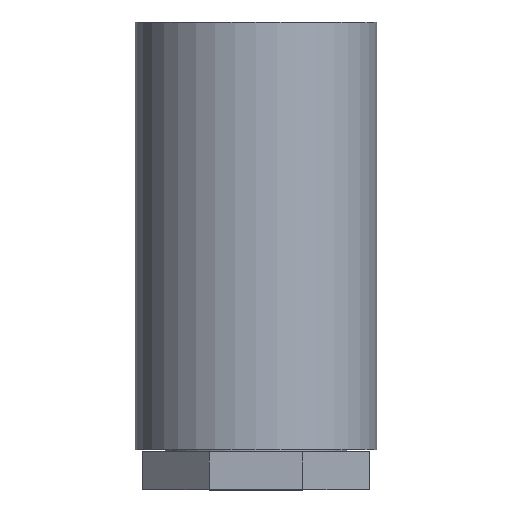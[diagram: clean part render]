
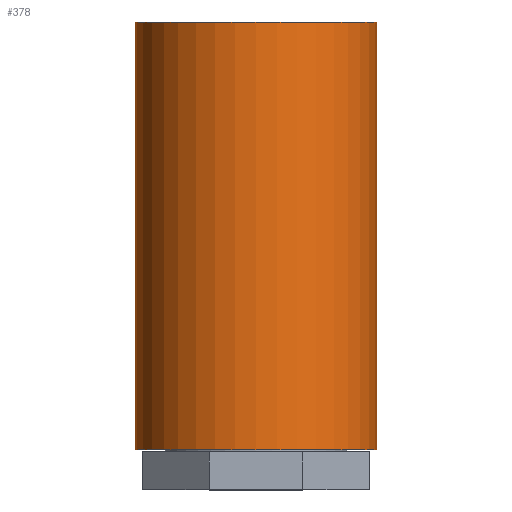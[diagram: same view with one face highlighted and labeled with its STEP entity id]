
A CAD part, top view. The second image highlights one B-rep face of the part: STEP entity #378.
In plain terms, the highlighted cylindrical face has radius 27.94 mm (diameter 55.88 mm), a full revolution.
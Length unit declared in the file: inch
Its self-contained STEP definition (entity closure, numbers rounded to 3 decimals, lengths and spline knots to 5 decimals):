
#172=CARTESIAN_POINT('',(-1.1,0.0,0.0));
#173=VERTEX_POINT('',#172);
#174=CARTESIAN_POINT('',(0.0,0.0,0.0));
#175=DIRECTION('',(0.0,1.0,0.0));
#176=DIRECTION('',(-1.0,0.0,0.0));
#177=AXIS2_PLACEMENT_3D('',#174,#175,#176);
#178=CIRCLE('',#177,1.1);
#179=EDGE_CURVE('',#173,#173,#178,.T.);
#240=CARTESIAN_POINT('',(-1.1,3.9,0.0));
#241=VERTEX_POINT('',#240);
#242=CARTESIAN_POINT('',(0.0,3.9,0.0));
#243=DIRECTION('',(0.0,1.0,0.0));
#244=DIRECTION('',(-1.0,0.0,0.0));
#245=AXIS2_PLACEMENT_3D('',#242,#243,#244);
#246=CIRCLE('',#245,1.1);
#247=EDGE_CURVE('',#241,#241,#246,.T.);
#367=CARTESIAN_POINT('',(0.0,1.95,0.0));
#368=DIRECTION('',(0.0,1.0,0.0));
#369=DIRECTION('',(-1.0,0.0,0.0));
#370=AXIS2_PLACEMENT_3D('',#367,#368,#369);
#371=CYLINDRICAL_SURFACE('',#370,1.1);
#372=ORIENTED_EDGE('',*,*,#247,.F.);
#373=EDGE_LOOP('',(#372));
#374=FACE_OUTER_BOUND('',#373,.T.);
#375=ORIENTED_EDGE('',*,*,#179,.T.);
#376=EDGE_LOOP('',(#375));
#377=FACE_BOUND('',#376,.T.);
#378=ADVANCED_FACE('',(#374,#377),#371,.T.);
